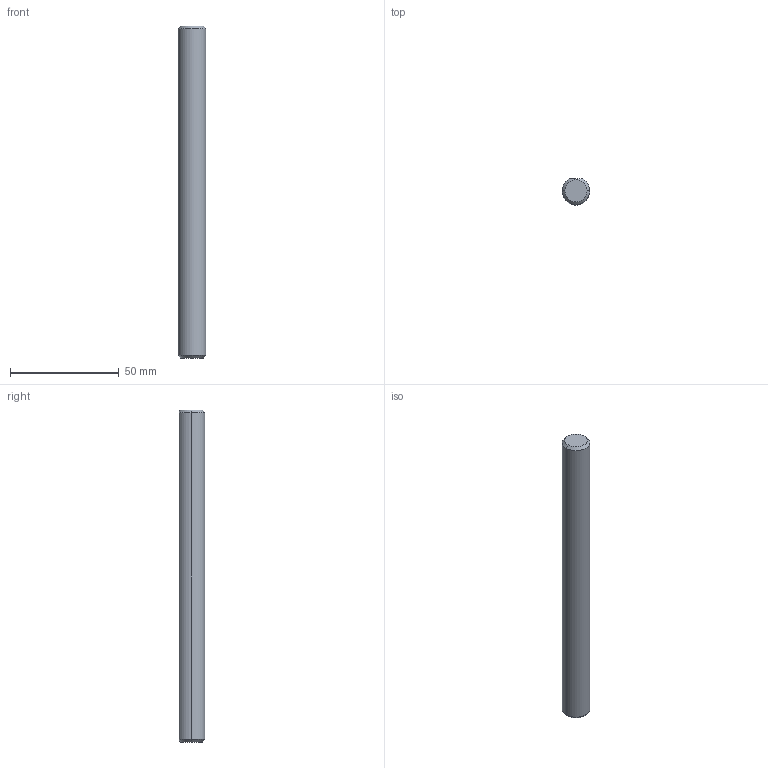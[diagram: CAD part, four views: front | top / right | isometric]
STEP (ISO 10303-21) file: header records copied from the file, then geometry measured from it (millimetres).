
FILE_DESCRIPTION (( 'STEP AP203' ), '1' );
FILE_NAME ('8632T146.step', '2012-08-28T16:41:54', ( 'Admin' ), ( 'Microsoft' ), 'SwSTEP 2.0', 'SolidWorks 2012', '' );
FILE_SCHEMA (( 'CONFIG_CONTROL_DESIGN' ));
Length unit declared in the file: inch
Products named in the file (1): 8632T146
Bounding box: 12.7 x 11.85 x 152.4 mm (x, y, z)
Volume: 18695.6 mm3; surface area: 6222.1 mm2
Topology: 1 solids, 1 shells, 10 faces, 20 edges, 12 vertices
Faces by surface type: cone 4, cylinder 3, plane 3
Entity records: 367 total; most frequent: CARTESIAN_POINT 73, DIRECTION 50, ORIENTED_EDGE 40, AXIS2_PLACEMENT_3D 21, EDGE_CURVE 20, VERTEX_POINT 12, ADVANCED_FACE 10, FACE_OUTER_BOUND 10
